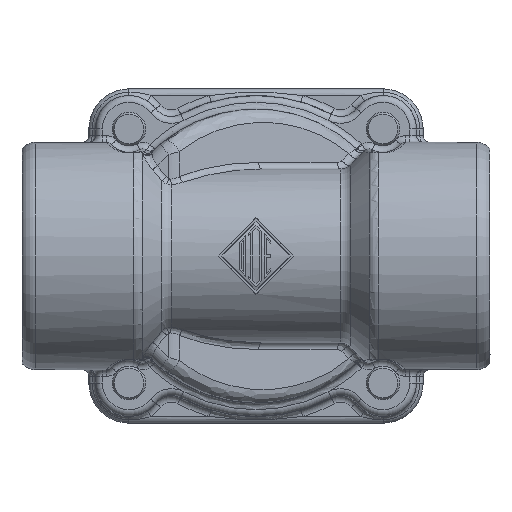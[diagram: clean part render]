
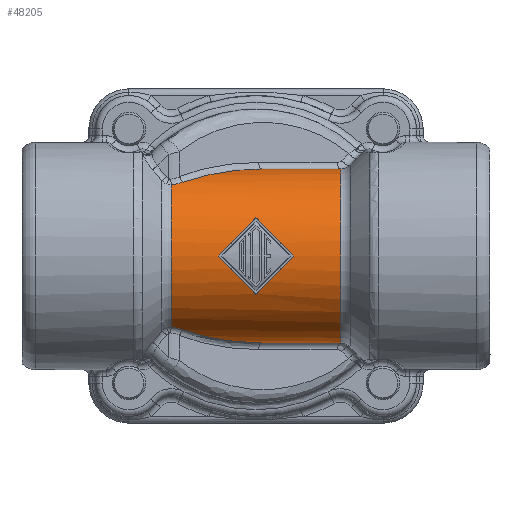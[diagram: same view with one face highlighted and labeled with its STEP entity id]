
A CAD part, front view. The second image highlights one B-rep face of the part: STEP entity #48205.
In plain terms, the highlighted cylindrical face has radius 13 mm (diameter 26 mm), a partial arc.
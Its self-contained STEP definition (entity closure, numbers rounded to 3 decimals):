
#39417=CARTESIAN_POINT('',(-12.671,-26.914,
-35.678));
#39418=CARTESIAN_POINT('',(-12.469,-26.898,
-35.69));
#39419=CARTESIAN_POINT('',(-12.069,-26.836,
-35.733));
#39420=CARTESIAN_POINT('',(-11.473,-26.656,
-35.855));
#39421=CARTESIAN_POINT('',(-11.091,-26.472,
-35.973));
#39422=CARTESIAN_POINT('',(-10.903,-26.364,
-36.04));
#39734=CARTESIAN_POINT('',(0.927,-19.5,
-38.));
#39735=CARTESIAN_POINT('',(-3.075,-21.822,
-38.));
#39736=CARTESIAN_POINT('',(-7.097,-24.155,
-37.413));
#39737=CARTESIAN_POINT('',(-10.903,-26.364,
-36.04));
#39742=DIRECTION('',(-1.,0.,0.));
#39743=VECTOR('',#39742,11.745);
#39744=CARTESIAN_POINT('',(12.672,-19.5,-38.));
#39745=LINE('',#39744,#39743);
#39749=DIRECTION('',(1.,0.,0.));
#39750=VECTOR('',#39749,11.745);
#39751=CARTESIAN_POINT('',(0.927,-19.5,-12.));
#39752=LINE('',#39751,#39750);
#39756=CARTESIAN_POINT('',(-10.903,-26.364,
-13.96));
#39757=CARTESIAN_POINT('',(-7.096,-24.155,
-12.587));
#39758=CARTESIAN_POINT('',(-3.075,-21.822,
-12.));
#39759=CARTESIAN_POINT('',(0.927,-19.5,-12.));
#39764=CARTESIAN_POINT('',(-12.672,-19.5,-25.));
#39765=DIRECTION('',(-1.,0.,0.));
#39766=DIRECTION('',(0.,-0.57,-0.821));
#39767=AXIS2_PLACEMENT_3D('',#39764,#39765,#39766);
#39772=CARTESIAN_POINT('',(0.,-31.185,
-19.303));
#39773=CARTESIAN_POINT('',(-1.827,-32.087,
-21.153));
#39774=CARTESIAN_POINT('',(-3.719,-32.5,-23.054));
#39775=CARTESIAN_POINT('',(-5.664,-32.5,-25.));
#39780=CARTESIAN_POINT('',(5.664,-32.5,-25.));
#39781=CARTESIAN_POINT('',(3.719,-32.5,-23.054));
#39782=CARTESIAN_POINT('',(1.827,-32.087,
-21.153));
#39783=CARTESIAN_POINT('',(0.,-31.185,
-19.303));
#39788=CARTESIAN_POINT('',(0.,-31.185,
-30.697));
#39789=CARTESIAN_POINT('',(1.827,-32.087,
-28.847));
#39790=CARTESIAN_POINT('',(3.719,-32.5,-26.946));
#39791=CARTESIAN_POINT('',(5.664,-32.5,-25.));
#39796=CARTESIAN_POINT('',(-5.664,-32.5,-25.));
#39797=CARTESIAN_POINT('',(-3.719,-32.5,-26.946));
#39798=CARTESIAN_POINT('',(-1.827,-32.087,
-28.847));
#39799=CARTESIAN_POINT('',(0.,-31.185,
-30.697));
#40766=CARTESIAN_POINT('',(-10.903,-26.364,
-13.96));
#40767=CARTESIAN_POINT('',(-11.091,-26.472,
-14.027));
#40768=CARTESIAN_POINT('',(-11.473,-26.656,
-14.145));
#40769=CARTESIAN_POINT('',(-12.069,-26.836,
-14.267));
#40770=CARTESIAN_POINT('',(-12.469,-26.898,
-14.31));
#40771=CARTESIAN_POINT('',(-12.671,-26.914,
-14.322));
#45757=CARTESIAN_POINT('',(12.672,-19.5,-25.));
#45758=DIRECTION('',(1.,0.,0.));
#45759=DIRECTION('',(0.,0.,1.));
#45760=AXIS2_PLACEMENT_3D('',#45757,#45758,#45759);
#46780=CARTESIAN_POINT('',(0.927,-19.5,
-38.));
#46781=VERTEX_POINT('',#46780);
#46782=VERTEX_POINT('',#39737);
#46784=VERTEX_POINT('',#39417);
#46785=CARTESIAN_POINT('',(-12.672,-26.914,
-14.322));
#46786=VERTEX_POINT('',#46785);
#47407=VERTEX_POINT('',#40766);
#47408=VERTEX_POINT('',#39759);
#47439=CARTESIAN_POINT('',(12.672,-19.5,
-38.));
#47440=VERTEX_POINT('',#47439);
#47500=CARTESIAN_POINT('',(12.672,-19.5,-12.));
#47501=VERTEX_POINT('',#47500);
#47502=VERTEX_POINT('',#39772);
#47503=VERTEX_POINT('',#39775);
#47504=VERTEX_POINT('',#39799);
#47505=VERTEX_POINT('',#39791);
#48175=CARTESIAN_POINT('',(-13.178,-19.5,-25.));
#48176=DIRECTION('',(1.,0.,0.));
#48177=DIRECTION('',(0.,-1.,0.));
#48178=AXIS2_PLACEMENT_3D('',#48175,#48176,#48177);
#48179=CYLINDRICAL_SURFACE('',#48178,13.);
#48180=ORIENTED_EDGE('',*,*,#47776,.F.);
#48182=ORIENTED_EDGE('',*,*,#48181,.F.);
#48184=ORIENTED_EDGE('',*,*,#48183,.F.);
#48186=ORIENTED_EDGE('',*,*,#48185,.F.);
#48188=ORIENTED_EDGE('',*,*,#48187,.F.);
#48190=ORIENTED_EDGE('',*,*,#48189,.T.);
#48191=ORIENTED_EDGE('',*,*,#48165,.F.);
#48192=ORIENTED_EDGE('',*,*,#47741,.T.);
#48193=EDGE_LOOP('',(#48180,#48182,#48184,#48186,#48188,#48190,#48191,#48192));
#48194=FACE_OUTER_BOUND('',#48193,.F.);
#48196=ORIENTED_EDGE('',*,*,#48195,.F.);
#48198=ORIENTED_EDGE('',*,*,#48197,.F.);
#48200=ORIENTED_EDGE('',*,*,#48199,.F.);
#48202=ORIENTED_EDGE('',*,*,#48201,.F.);
#48203=EDGE_LOOP('',(#48196,#48198,#48200,#48202));
#48204=FACE_BOUND('',#48203,.F.);
#39423=B_SPLINE_CURVE_WITH_KNOTS('',3,(#39417,#39418,#39419,#39420,#39421,
#39422),.UNSPECIFIED.,.F.,.F.,(4,1,1,4),(0.,0.333,
0.667,1.),.UNSPECIFIED.);
#39738=B_SPLINE_CURVE_WITH_KNOTS('',3,(#39734,#39735,#39736,#39737),
.UNSPECIFIED.,.F.,.F.,(4,4),(0.,1.),.UNSPECIFIED.);
#39760=B_SPLINE_CURVE_WITH_KNOTS('',3,(#39756,#39757,#39758,#39759),
.UNSPECIFIED.,.F.,.F.,(4,4),(0.,1.),.UNSPECIFIED.);
#39768=CIRCLE('',#39767,13.);
#39776=B_SPLINE_CURVE_WITH_KNOTS('',3,(#39772,#39773,#39774,#39775),
.UNSPECIFIED.,.F.,.F.,(4,4),(0.,1.),.UNSPECIFIED.);
#39784=B_SPLINE_CURVE_WITH_KNOTS('',3,(#39780,#39781,#39782,#39783),
.UNSPECIFIED.,.F.,.F.,(4,4),(0.,1.),.UNSPECIFIED.);
#39792=B_SPLINE_CURVE_WITH_KNOTS('',3,(#39788,#39789,#39790,#39791),
.UNSPECIFIED.,.F.,.F.,(4,4),(0.,1.),.UNSPECIFIED.);
#39800=B_SPLINE_CURVE_WITH_KNOTS('',3,(#39796,#39797,#39798,#39799),
.UNSPECIFIED.,.F.,.F.,(4,4),(0.,1.),.UNSPECIFIED.);
#40772=B_SPLINE_CURVE_WITH_KNOTS('',3,(#40766,#40767,#40768,#40769,#40770,
#40771),.UNSPECIFIED.,.F.,.F.,(4,1,1,4),(0.,0.333,
0.667,1.),.UNSPECIFIED.);
#45761=CIRCLE('',#45760,13.);
#47741=EDGE_CURVE('',#46784,#46782,#39423,.T.);
#47776=EDGE_CURVE('',#46781,#46782,#39738,.T.);
#48165=EDGE_CURVE('',#46784,#46786,#39768,.T.);
#48181=EDGE_CURVE('',#47440,#46781,#39745,.T.);
#48183=EDGE_CURVE('',#47501,#47440,#45761,.T.);
#48185=EDGE_CURVE('',#47408,#47501,#39752,.T.);
#48187=EDGE_CURVE('',#47407,#47408,#39760,.T.);
#48189=EDGE_CURVE('',#47407,#46786,#40772,.T.);
#48195=EDGE_CURVE('',#47502,#47503,#39776,.T.);
#48197=EDGE_CURVE('',#47505,#47502,#39784,.T.);
#48199=EDGE_CURVE('',#47504,#47505,#39792,.T.);
#48201=EDGE_CURVE('',#47503,#47504,#39800,.T.);
#48205=ADVANCED_FACE('',(#48194,#48204),#48179,.F.);
